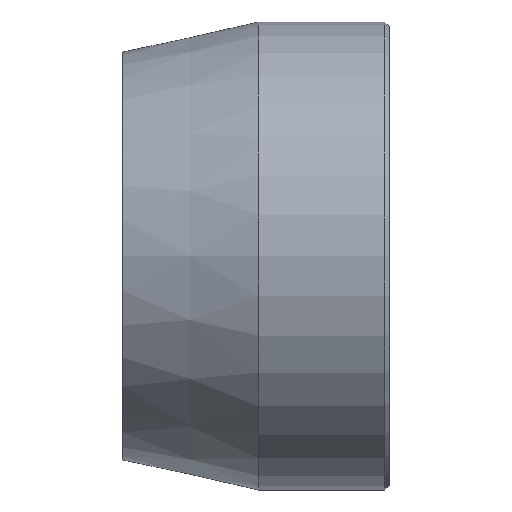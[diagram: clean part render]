
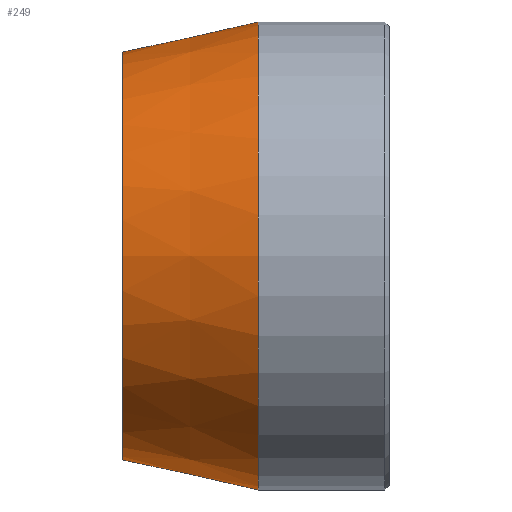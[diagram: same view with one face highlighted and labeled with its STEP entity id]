
A CAD part, top view. The second image highlights one B-rep face of the part: STEP entity #249.
In plain terms, the highlighted conical face has half-angle 12.5 degrees and reference radius 23.393 mm.
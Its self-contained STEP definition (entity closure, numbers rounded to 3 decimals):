
#43=FACE_OUTER_BOUND('',#64,.T.);
#64=EDGE_LOOP('',(#212,#213,#214,#215));
#79=LINE('',#461,#90);
#90=VECTOR('',#385,23.393);
#103=CIRCLE('',#293,25.);
#111=CIRCLE('',#307,21.785);
#124=VERTEX_POINT('',#433);
#132=VERTEX_POINT('',#459);
#148=EDGE_CURVE('',#124,#124,#103,.T.);
#160=EDGE_CURVE('',#132,#132,#111,.T.);
#161=EDGE_CURVE('',#132,#124,#79,.T.);
#212=ORIENTED_EDGE('',*,*,#160,.F.);
#213=ORIENTED_EDGE('',*,*,#161,.T.);
#214=ORIENTED_EDGE('',*,*,#148,.T.);
#215=ORIENTED_EDGE('',*,*,#161,.F.);
#236=CONICAL_SURFACE('',#306,23.393,0.218);
#249=ADVANCED_FACE('',(#43),#236,.T.);
#293=AXIS2_PLACEMENT_3D('',#434,#351,#352);
#306=AXIS2_PLACEMENT_3D('',#458,#381,#382);
#307=AXIS2_PLACEMENT_3D('',#460,#383,#384);
#351=DIRECTION('center_axis',(-1.,0.,0.));
#352=DIRECTION('ref_axis',(0.,0.,1.));
#381=DIRECTION('center_axis',(1.,0.,0.));
#382=DIRECTION('ref_axis',(0.,0.,-1.));
#383=DIRECTION('center_axis',(-1.,0.,0.));
#384=DIRECTION('ref_axis',(0.,0.,1.));
#385=DIRECTION('',(0.976,0.,0.216));
#433=CARTESIAN_POINT('',(-1.,0.,25.));
#434=CARTESIAN_POINT('Origin',(-1.,0.,0.));
#458=CARTESIAN_POINT('Origin',(-8.25,0.,0.));
#459=CARTESIAN_POINT('',(-15.5,0.,21.785));
#460=CARTESIAN_POINT('Origin',(-15.5,0.,0.));
#461=CARTESIAN_POINT('',(-8.25,0.,23.393));
